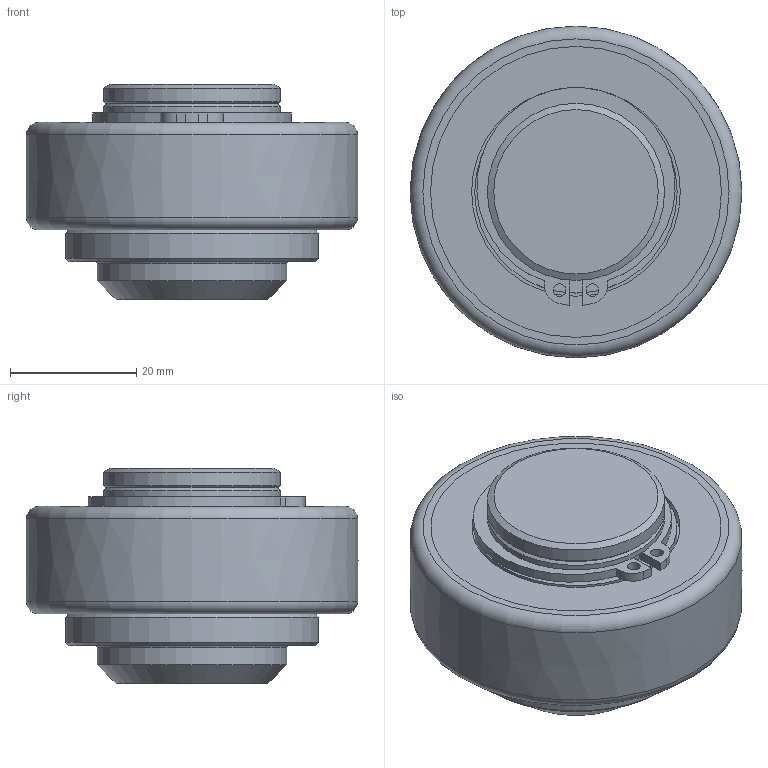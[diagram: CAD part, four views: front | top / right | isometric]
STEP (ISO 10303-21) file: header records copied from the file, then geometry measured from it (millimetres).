
FILE_DESCRIPTION(/* description */ ('-','CAx-IF Rec.Pracs.---Representation and Presentation of Product Manufacturing Information (PMI)---4.0---2014-10-13'),/* implementation_level */ '2;1');
FILE_NAME(/* name */ '5f4a9c92-0326-4a02-b33b-7d9e0a9858aa.stp',/* time_stamp */ '2020-06-18T15:08:22+02:00',/* author */ ('-'),/* organization */ ('NTI CADcenter A/S'),/* preprocessor_version */ 'ST-DEVELOPER v18',/* originating_system */ 'Autodesk Inventor 2020',/* authorisation */ '-');
FILE_SCHEMA (('AP242_MANAGED_MODEL_BASED_3D_ENGINEERING_MIM_LF { 1 0 10303 442 1 1 4 }'));
Length unit declared in the file: millimetre
Products named in the file (1): TR 050.0360_Kontur
Bounding box: 52.5 x 52.5 x 34 mm (x, y, z)
Volume: 40455.2 mm3; surface area: 22277.4 mm2
Topology: 7 solids, 7 shells, 72 faces, 165 edges, 118 vertices
Faces by surface type: plane 31, cylinder 27, cone 8, torus 5, bspline 1
Full cylindrical faces by diameter (mm): 2 x2, 6.647 x1, 21 x2, 26.6 x1, 28 x4, 30 x1, 32 x1, 33 x2, 36 x1, 38 x2, 40 x1, 41 x1, 46 x4
Entity records: 2326 total; most frequent: DIRECTION 421, CARTESIAN_POINT 382, ORIENTED_EDGE 330, AXIS2_PLACEMENT_3D 184, EDGE_CURVE 165, VERTEX_POINT 118, CIRCLE 112, EDGE_LOOP 97
